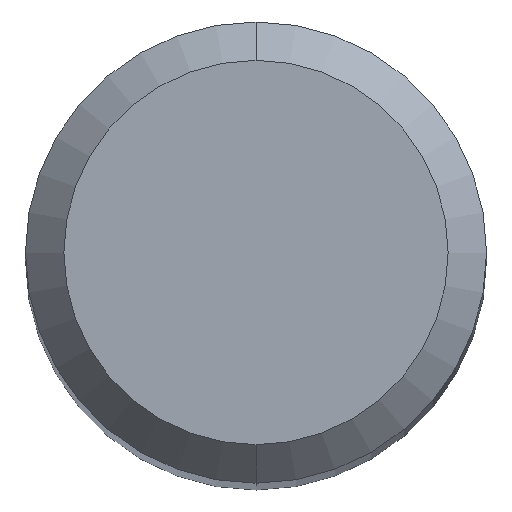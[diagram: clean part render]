
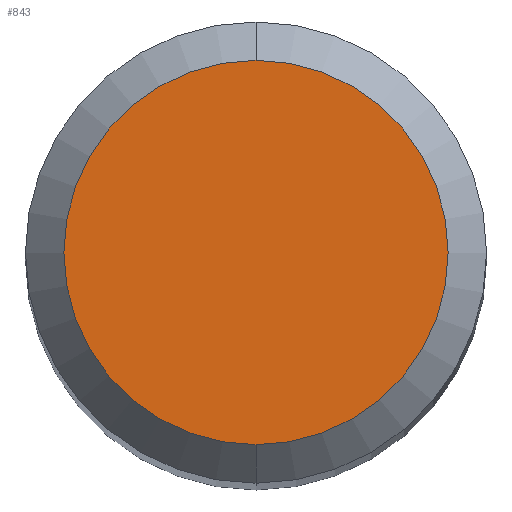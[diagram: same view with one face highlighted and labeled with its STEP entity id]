
A CAD part, top view. The second image highlights one B-rep face of the part: STEP entity #843.
In plain terms, the highlighted planar face has unit normal (0, 0, 1).
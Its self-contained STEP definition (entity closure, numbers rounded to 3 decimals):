
#596=CARTESIAN_POINT('',(0.,0.,60.));
#597=DIRECTION('',(0.,0.,-1.));
#598=DIRECTION('',(0.,-1.,0.));
#599=AXIS2_PLACEMENT_3D('',#596,#597,#598);
#604=CARTESIAN_POINT('',(0.,0.,60.));
#605=DIRECTION('',(0.,0.,-1.));
#606=DIRECTION('',(0.,1.,0.));
#607=AXIS2_PLACEMENT_3D('',#604,#605,#606);
#732=CARTESIAN_POINT('',(0.,2.5,60.));
#733=VERTEX_POINT('',#732);
#734=CARTESIAN_POINT('',(0.,-2.5,60.));
#735=VERTEX_POINT('',#734);
#834=CARTESIAN_POINT('',(0.,0.,60.));
#835=DIRECTION('',(0.,0.,-1.));
#836=DIRECTION('',(0.,-1.,0.));
#837=AXIS2_PLACEMENT_3D('',#834,#835,#836);
#838=PLANE('',#837);
#839=ORIENTED_EDGE('',*,*,#827,.T.);
#840=ORIENTED_EDGE('',*,*,#816,.T.);
#841=EDGE_LOOP('',(#839,#840));
#842=FACE_OUTER_BOUND('',#841,.F.);
#600=CIRCLE('',#599,2.5);
#608=CIRCLE('',#607,2.5);
#816=EDGE_CURVE('',#733,#735,#608,.T.);
#827=EDGE_CURVE('',#735,#733,#600,.T.);
#843=ADVANCED_FACE('',(#842),#838,.F.);
